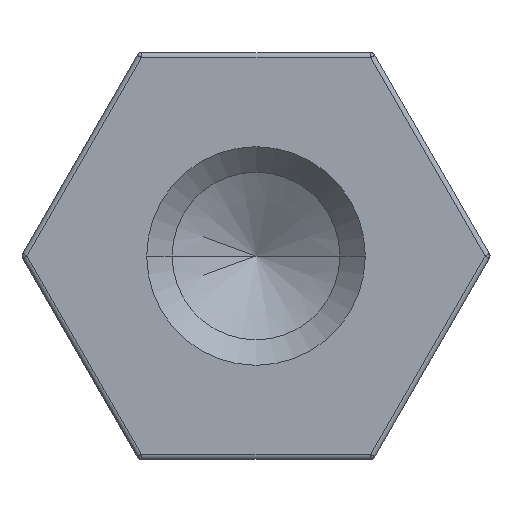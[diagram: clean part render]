
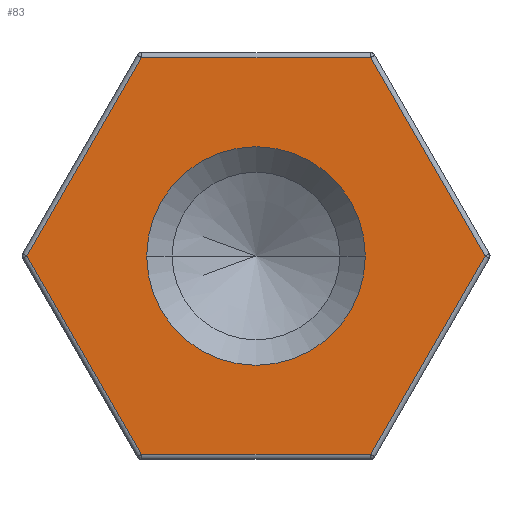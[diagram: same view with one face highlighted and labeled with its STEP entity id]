
A CAD part, left-side view. The second image highlights one B-rep face of the part: STEP entity #83.
In plain terms, the highlighted planar face has unit normal (-1, 0, 0).
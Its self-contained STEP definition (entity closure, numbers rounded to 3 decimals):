
#35 = VECTOR ( 'NONE', #495, 1000. ) ;
#48 = DIRECTION ( 'NONE',  ( 0., 1., 0. ) ) ;
#52 = DIRECTION ( 'NONE',  ( 1., 0., 0. ) ) ;
#55 = LINE ( 'NONE', #1069, #35 ) ;
#56 = PLANE ( 'NONE',  #390 ) ;
#83 = ADVANCED_FACE ( 'NONE', ( #434, #432 ), #56, .F. ) ;
#92 = DIRECTION ( 'NONE',  ( 0., -0.5, -0.866 ) ) ;
#106 = CARTESIAN_POINT ( 'NONE',  ( 0., 2.252, -3.9 ) ) ;
#189 = CARTESIAN_POINT ( 'NONE',  ( 0., 0., 0. ) ) ;
#195 = CARTESIAN_POINT ( 'NONE',  ( 0., 0., -3.9 ) ) ;
#199 = DIRECTION ( 'NONE',  ( 0., -1., 0. ) ) ;
#200 = CARTESIAN_POINT ( 'NONE',  ( 0., 2.252, 3.9 ) ) ;
#211 = LINE ( 'NONE', #195, #214 ) ;
#214 = VECTOR ( 'NONE', #199, 1000. ) ;
#237 = LINE ( 'NONE', #381, #241 ) ;
#241 = VECTOR ( 'NONE', #452, 1000. ) ;
#245 = CIRCLE ( 'NONE', #1424, 2.15 ) ;
#282 = VECTOR ( 'NONE', #332, 1000. ) ;
#320 = CARTESIAN_POINT ( 'NONE',  ( 0., 0., 0. ) ) ;
#324 = DIRECTION ( 'NONE',  ( 1., 0., 0. ) ) ;
#330 = DIRECTION ( 'NONE',  ( 0., 1., 0. ) ) ;
#332 = DIRECTION ( 'NONE',  ( 0., -0.5, 0.866 ) ) ;
#365 = CARTESIAN_POINT ( 'NONE',  ( 0., 4.503, 0. ) ) ;
#381 = CARTESIAN_POINT ( 'NONE',  ( 0., 0., 3.9 ) ) ;
#390 = AXIS2_PLACEMENT_3D ( 'NONE', #189, #52, #48 ) ;
#403 = ORIENTED_EDGE ( 'NONE', *, *, #1183, .T. ) ;
#406 = VERTEX_POINT ( 'NONE', #697 ) ;
#432 = FACE_BOUND ( 'NONE', #927, .T. ) ;
#434 = FACE_OUTER_BOUND ( 'NONE', #849, .T. ) ;
#445 = ORIENTED_EDGE ( 'NONE', *, *, #1177, .T. ) ;
#452 = DIRECTION ( 'NONE',  ( 0., 1., 0. ) ) ;
#485 = CARTESIAN_POINT ( 'NONE',  ( 0., 2.15, 0. ) ) ;
#491 = VERTEX_POINT ( 'NONE', #580 ) ;
#495 = DIRECTION ( 'NONE',  ( 0., 0.5, 0.866 ) ) ;
#499 = VERTEX_POINT ( 'NONE', #106 ) ;
#519 = ORIENTED_EDGE ( 'NONE', *, *, #1134, .T. ) ;
#562 = EDGE_CURVE ( 'NONE', #852, #1028, #245, .T. ) ;
#580 = CARTESIAN_POINT ( 'NONE',  ( 0., -4.503, 0. ) ) ;
#594 = ORIENTED_EDGE ( 'NONE', *, *, #562, .T. ) ;
#600 = EDGE_CURVE ( 'NONE', #406, #781, #237, .T. ) ;
#633 = VERTEX_POINT ( 'NONE', #365 ) ;
#666 = LINE ( 'NONE', #1143, #282 ) ;
#692 = VECTOR ( 'NONE', #1388, 1000. ) ;
#697 = CARTESIAN_POINT ( 'NONE',  ( 0., -2.252, 3.9 ) ) ;
#716 = ORIENTED_EDGE ( 'NONE', *, *, #1417, .T. ) ;
#721 = DIRECTION ( 'NONE',  ( 1., 0., 0. ) ) ;
#761 = EDGE_CURVE ( 'NONE', #499, #889, #211, .T. ) ;
#781 = VERTEX_POINT ( 'NONE', #200 ) ;
#849 = EDGE_LOOP ( 'NONE', ( #519, #930, #716, #403, #1018, #1064 ) ) ;
#852 = VERTEX_POINT ( 'NONE', #485 ) ;
#861 = CARTESIAN_POINT ( 'NONE',  ( 0., -2.252, -3.9 ) ) ;
#889 = VERTEX_POINT ( 'NONE', #861 ) ;
#927 = EDGE_LOOP ( 'NONE', ( #594, #445 ) ) ;
#930 = ORIENTED_EDGE ( 'NONE', *, *, #600, .T. ) ;
#952 = CIRCLE ( 'NONE', #1258, 2.15 ) ;
#1018 = ORIENTED_EDGE ( 'NONE', *, *, #761, .T. ) ;
#1028 = VERTEX_POINT ( 'NONE', #1097 ) ;
#1064 = ORIENTED_EDGE ( 'NONE', *, *, #1312, .T. ) ;
#1069 = CARTESIAN_POINT ( 'NONE',  ( 0., -3.377, 1.95 ) ) ;
#1097 = CARTESIAN_POINT ( 'NONE',  ( 0., -2.15, 0. ) ) ;
#1099 = CARTESIAN_POINT ( 'NONE',  ( 0., 3.377, 1.95 ) ) ;
#1134 = EDGE_CURVE ( 'NONE', #491, #406, #55, .T. ) ;
#1143 = CARTESIAN_POINT ( 'NONE',  ( 0., -3.377, -1.95 ) ) ;
#1158 = VECTOR ( 'NONE', #92, 1000. ) ;
#1176 = LINE ( 'NONE', #1404, #1158 ) ;
#1177 = EDGE_CURVE ( 'NONE', #1028, #852, #952, .T. ) ;
#1183 = EDGE_CURVE ( 'NONE', #633, #499, #1176, .T. ) ;
#1258 = AXIS2_PLACEMENT_3D ( 'NONE', #1280, #721, #1343 ) ;
#1280 = CARTESIAN_POINT ( 'NONE',  ( 0., 0., 0. ) ) ;
#1312 = EDGE_CURVE ( 'NONE', #889, #491, #666, .T. ) ;
#1343 = DIRECTION ( 'NONE',  ( 0., 1., 0. ) ) ;
#1388 = DIRECTION ( 'NONE',  ( 0., 0.5, -0.866 ) ) ;
#1393 = LINE ( 'NONE', #1099, #692 ) ;
#1404 = CARTESIAN_POINT ( 'NONE',  ( 0., 3.377, -1.95 ) ) ;
#1417 = EDGE_CURVE ( 'NONE', #781, #633, #1393, .T. ) ;
#1424 = AXIS2_PLACEMENT_3D ( 'NONE', #320, #324, #330 ) ;
